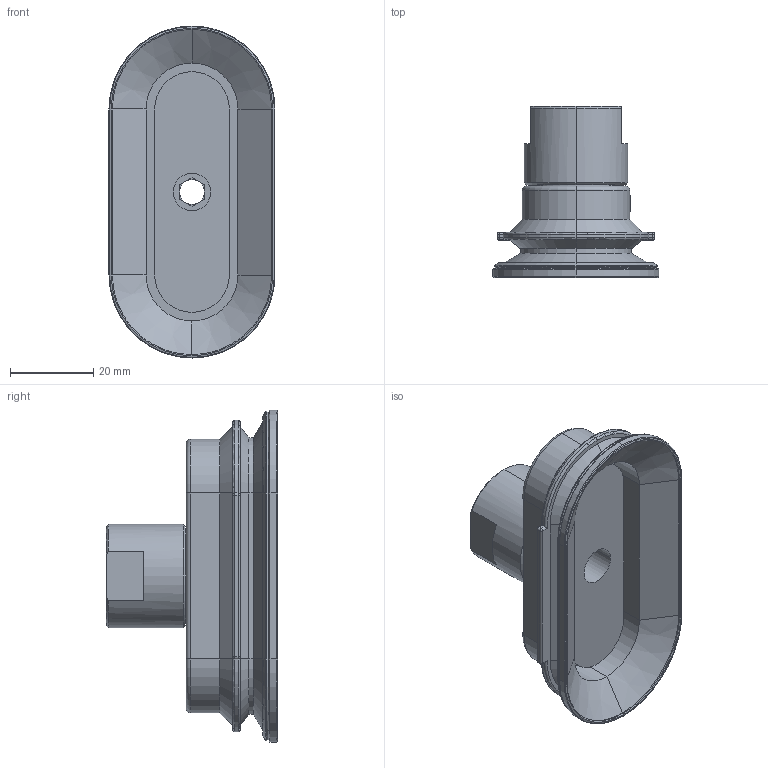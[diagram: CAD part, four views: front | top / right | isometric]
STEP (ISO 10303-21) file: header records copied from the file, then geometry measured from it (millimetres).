
FILE_DESCRIPTION(('STEP AP214'),'1');
FILE_NAME('COVAL_COBC4080F38G.stp','2017-12-27T16:16:03',('TraceParts'),('TraceParts S.A.'),'Spatial InterOp 3D',' ',' ');
FILE_SCHEMA(('automotive_design'));
Length unit declared in the file: millimetre
Products named in the file (2): COVAL_COBC4080F38G_1; COVAL_COBC4080F38G_2
Bounding box: 40 x 41.3 x 80 mm (x, y, z)
Volume: 32284 mm3; surface area: 16252.3 mm2
Topology: 2 solids, 2 shells, 277 faces, 619 edges, 352 vertices
Faces by surface type: plane 96, cylinder 72, cone 48, torus 36, bspline 17, sphere 8
Entity records: 11660 total; most frequent: CARTESIAN_POINT 3317, DIRECTION 1325, ORIENTED_EDGE 1222, EDGE_CURVE 611, AXIS2_PLACEMENT_3D 498, VERTEX_POINT 352, LINE 329, VECTOR 329
